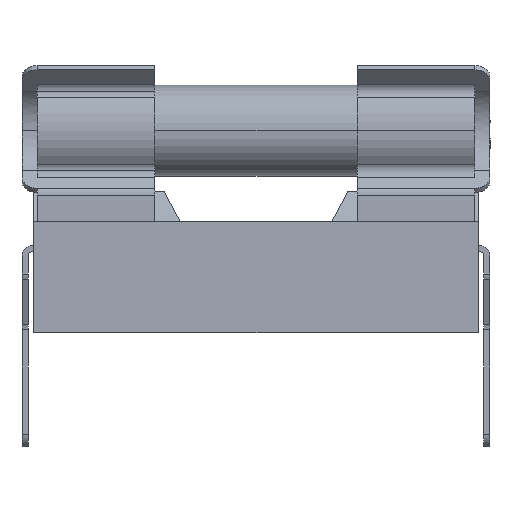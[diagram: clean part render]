
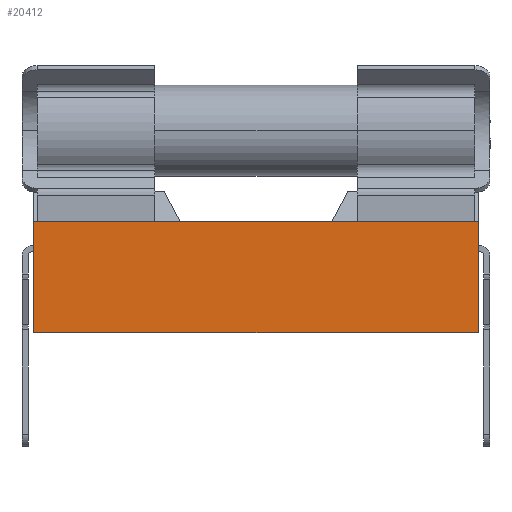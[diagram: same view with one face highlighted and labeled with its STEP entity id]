
A CAD part, front view. The second image highlights one B-rep face of the part: STEP entity #20412.
In plain terms, the highlighted planar face has unit normal (0, -1, 0).
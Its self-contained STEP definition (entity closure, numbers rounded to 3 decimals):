
#7131 = PLANE('',#7132);
#7132 = AXIS2_PLACEMENT_3D('',#7133,#7134,#7135);
#7133 = CARTESIAN_POINT('',(-0.561,0.02,
    5.805));
#7134 = DIRECTION('',(0.,0.,-1.));
#7135 = DIRECTION('',(0.,-1.,0.));
#7893 = PLANE('',#7894);
#7894 = AXIS2_PLACEMENT_3D('',#7895,#7896,#7897);
#7895 = CARTESIAN_POINT('',(-0.561,0.02,
    0.305));
#7896 = DIRECTION('',(0.,0.,-1.));
#7897 = DIRECTION('',(0.,-1.,0.));
#12650 = VERTEX_POINT('',#12651);
#12651 = CARTESIAN_POINT('',(10.439,-4.48,
    5.805));
#12665 = PLANE('',#12666);
#12666 = AXIS2_PLACEMENT_3D('',#12667,#12668,#12669);
#12667 = CARTESIAN_POINT('',(10.439,4.52,5.805
    ));
#12668 = DIRECTION('',(-1.,0.,0.));
#12669 = DIRECTION('',(0.,-1.,0.));
#12677 = EDGE_CURVE('',#12678,#12650,#12680,.T.);
#12678 = VERTEX_POINT('',#12679);
#12679 = CARTESIAN_POINT('',(-11.561,-4.48,
    5.805));
#12680 = SURFACE_CURVE('',#12681,(#12685,#12692),.PCURVE_S1.);
#12681 = LINE('',#12682,#12683);
#12682 = CARTESIAN_POINT('',(10.439,-4.48,
    5.805));
#12683 = VECTOR('',#12684,1.);
#12684 = DIRECTION('',(1.,0.,0.));
#12685 = PCURVE('',#7131,#12686);
#12686 = DEFINITIONAL_REPRESENTATION('',(#12687),#12691);
#12687 = LINE('',#12688,#12689);
#12688 = CARTESIAN_POINT('',(4.5,-11.));
#12689 = VECTOR('',#12690,1.);
#12690 = DIRECTION('',(0.,-1.));
#12691 = ( GEOMETRIC_REPRESENTATION_CONTEXT(2) 
PARAMETRIC_REPRESENTATION_CONTEXT() REPRESENTATION_CONTEXT('2D SPACE',''
  ) );
#12692 = PCURVE('',#12693,#12698);
#12693 = PLANE('',#12694);
#12694 = AXIS2_PLACEMENT_3D('',#12695,#12696,#12697);
#12695 = CARTESIAN_POINT('',(10.439,-4.48,
    5.805));
#12696 = DIRECTION('',(0.,1.,0.));
#12697 = DIRECTION('',(-1.,0.,0.));
#12698 = DEFINITIONAL_REPRESENTATION('',(#12699),#12703);
#12699 = LINE('',#12700,#12701);
#12700 = CARTESIAN_POINT('',(-0.,0.));
#12701 = VECTOR('',#12702,1.);
#12702 = DIRECTION('',(-1.,0.));
#12703 = ( GEOMETRIC_REPRESENTATION_CONTEXT(2) 
PARAMETRIC_REPRESENTATION_CONTEXT() REPRESENTATION_CONTEXT('2D SPACE',''
  ) );
#12721 = PLANE('',#12722);
#12722 = AXIS2_PLACEMENT_3D('',#12723,#12724,#12725);
#12723 = CARTESIAN_POINT('',(-11.561,4.52,
    5.805));
#12724 = DIRECTION('',(1.,0.,0.));
#12725 = DIRECTION('',(0.,1.,0.));
#13556 = VERTEX_POINT('',#13557);
#13557 = CARTESIAN_POINT('',(10.439,-4.48,
    0.305));
#13578 = EDGE_CURVE('',#13579,#13556,#13581,.T.);
#13579 = VERTEX_POINT('',#13580);
#13580 = CARTESIAN_POINT('',(-11.561,-4.48,
    0.305));
#13581 = SURFACE_CURVE('',#13582,(#13586,#13593),.PCURVE_S1.);
#13582 = LINE('',#13583,#13584);
#13583 = CARTESIAN_POINT('',(10.439,-4.48,
    0.305));
#13584 = VECTOR('',#13585,1.);
#13585 = DIRECTION('',(1.,0.,0.));
#13586 = PCURVE('',#7893,#13587);
#13587 = DEFINITIONAL_REPRESENTATION('',(#13588),#13592);
#13588 = LINE('',#13589,#13590);
#13589 = CARTESIAN_POINT('',(4.5,-11.));
#13590 = VECTOR('',#13591,1.);
#13591 = DIRECTION('',(0.,-1.));
#13592 = ( GEOMETRIC_REPRESENTATION_CONTEXT(2) 
PARAMETRIC_REPRESENTATION_CONTEXT() REPRESENTATION_CONTEXT('2D SPACE',''
  ) );
#13593 = PCURVE('',#12693,#13594);
#13594 = DEFINITIONAL_REPRESENTATION('',(#13595),#13599);
#13595 = LINE('',#13596,#13597);
#13596 = CARTESIAN_POINT('',(0.,-5.5));
#13597 = VECTOR('',#13598,1.);
#13598 = DIRECTION('',(-1.,0.));
#13599 = ( GEOMETRIC_REPRESENTATION_CONTEXT(2) 
PARAMETRIC_REPRESENTATION_CONTEXT() REPRESENTATION_CONTEXT('2D SPACE',''
  ) );
#19648 = EDGE_CURVE('',#12650,#13556,#19649,.T.);
#19649 = SURFACE_CURVE('',#19650,(#19654,#19661),.PCURVE_S1.);
#19650 = LINE('',#19651,#19652);
#19651 = CARTESIAN_POINT('',(10.439,-4.48,
    5.805));
#19652 = VECTOR('',#19653,1.);
#19653 = DIRECTION('',(0.,0.,-1.));
#19654 = PCURVE('',#12665,#19655);
#19655 = DEFINITIONAL_REPRESENTATION('',(#19656),#19660);
#19656 = LINE('',#19657,#19658);
#19657 = CARTESIAN_POINT('',(9.,0.));
#19658 = VECTOR('',#19659,1.);
#19659 = DIRECTION('',(0.,-1.));
#19660 = ( GEOMETRIC_REPRESENTATION_CONTEXT(2) 
PARAMETRIC_REPRESENTATION_CONTEXT() REPRESENTATION_CONTEXT('2D SPACE',''
  ) );
#19661 = PCURVE('',#12693,#19662);
#19662 = DEFINITIONAL_REPRESENTATION('',(#19663),#19667);
#19663 = LINE('',#19664,#19665);
#19664 = CARTESIAN_POINT('',(-0.,0.));
#19665 = VECTOR('',#19666,1.);
#19666 = DIRECTION('',(0.,-1.));
#19667 = ( GEOMETRIC_REPRESENTATION_CONTEXT(2) 
PARAMETRIC_REPRESENTATION_CONTEXT() REPRESENTATION_CONTEXT('2D SPACE',''
  ) );
#20412 = ADVANCED_FACE('',(#20413),#12693,.F.);
#20413 = FACE_BOUND('',#20414,.T.);
#20414 = EDGE_LOOP('',(#20415,#20416,#20417,#20418));
#20415 = ORIENTED_EDGE('',*,*,#13578,.T.);
#20416 = ORIENTED_EDGE('',*,*,#19648,.F.);
#20417 = ORIENTED_EDGE('',*,*,#12677,.F.);
#20418 = ORIENTED_EDGE('',*,*,#20419,.T.);
#20419 = EDGE_CURVE('',#12678,#13579,#20420,.T.);
#20420 = SURFACE_CURVE('',#20421,(#20425,#20432),.PCURVE_S1.);
#20421 = LINE('',#20422,#20423);
#20422 = CARTESIAN_POINT('',(-11.561,-4.48,
    5.805));
#20423 = VECTOR('',#20424,1.);
#20424 = DIRECTION('',(0.,0.,-1.));
#20425 = PCURVE('',#12693,#20426);
#20426 = DEFINITIONAL_REPRESENTATION('',(#20427),#20431);
#20427 = LINE('',#20428,#20429);
#20428 = CARTESIAN_POINT('',(22.,0.));
#20429 = VECTOR('',#20430,1.);
#20430 = DIRECTION('',(0.,-1.));
#20431 = ( GEOMETRIC_REPRESENTATION_CONTEXT(2) 
PARAMETRIC_REPRESENTATION_CONTEXT() REPRESENTATION_CONTEXT('2D SPACE',''
  ) );
#20432 = PCURVE('',#12721,#20433);
#20433 = DEFINITIONAL_REPRESENTATION('',(#20434),#20438);
#20434 = LINE('',#20435,#20436);
#20435 = CARTESIAN_POINT('',(-9.,0.));
#20436 = VECTOR('',#20437,1.);
#20437 = DIRECTION('',(-0.,-1.));
#20438 = ( GEOMETRIC_REPRESENTATION_CONTEXT(2) 
PARAMETRIC_REPRESENTATION_CONTEXT() REPRESENTATION_CONTEXT('2D SPACE',''
  ) );
